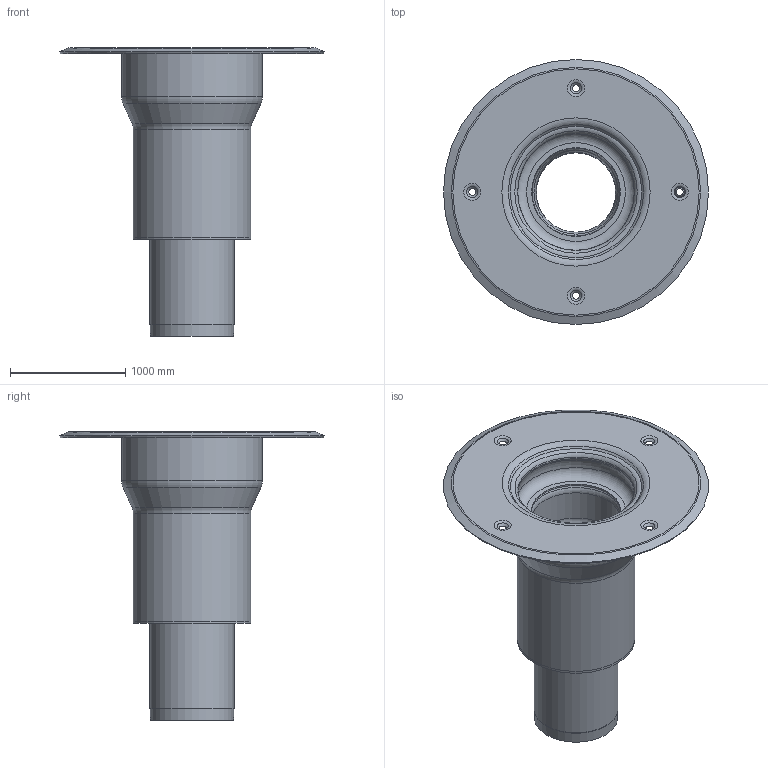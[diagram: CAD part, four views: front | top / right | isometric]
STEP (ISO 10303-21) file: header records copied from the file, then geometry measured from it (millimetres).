
FILE_DESCRIPTION(/* description */ (''),/* implementation_level */ '2;1');
FILE_NAME(/* name */ '15280.070X_3D.stp',/* time_stamp */ '2024-12-11T14:56:07+01:00',/* author */ ('CAD'),/* organization */ (''),/* preprocessor_version */ 'ST-DEVELOPER v20',/* originating_system */ 'AutoCAD Mechanical',/* authorisation */ '');
FILE_SCHEMA (('AUTOMOTIVE_DESIGN { 1 0 10303 214 3 1 1 }'));
Length unit declared in the file: centimetre
Products named in the file (2): Product; *S0
Assembly tree (1 placements, depth 2):
  Product
    *S0
Bounding box: 2300 x 2300 x 2500 mm (x, y, z)
Volume: 825587973 mm3; surface area: 41162615.5 mm2
Topology: 6 solids, 6 shells, 107 faces, 255 edges, 161 vertices
Faces by surface type: torus 45, cone 31, cylinder 18, plane 13
Full cylindrical faces by diameter (mm): 105 x1, 698 x2, 730 x3, 737 x1, 763 x1, 770 x1, 795 x2, 980 x2, 1020 x2, 1180 x2, 1220 x1
Entity records: 3304 total; most frequent: DIRECTION 681, CARTESIAN_POINT 526, ORIENTED_EDGE 510, AXIS2_PLACEMENT_3D 316, EDGE_CURVE 255, CIRCLE 206, VERTEX_POINT 161, EDGE_LOOP 130
